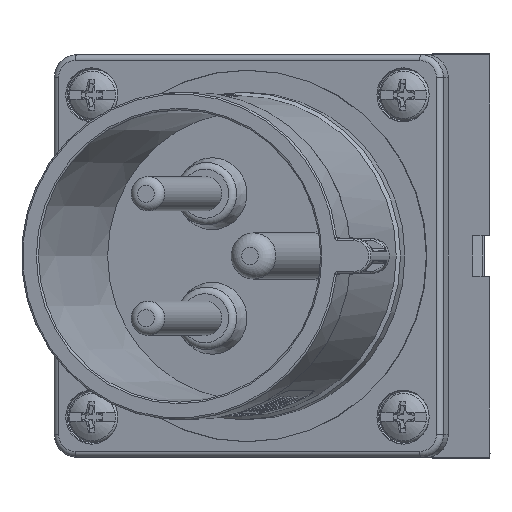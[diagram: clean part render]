
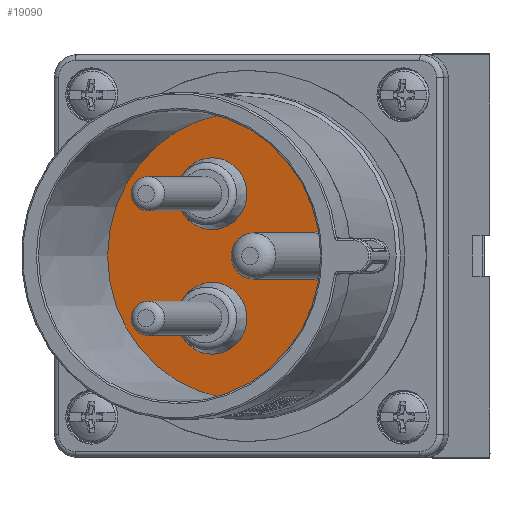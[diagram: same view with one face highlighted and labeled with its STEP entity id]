
A CAD part, left-side view. The second image highlights one B-rep face of the part: STEP entity #19090.
In plain terms, the highlighted planar face has unit normal (-0.966, 0.259, 0).
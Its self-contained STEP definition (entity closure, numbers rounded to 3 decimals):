
#707 = AXIS2_PLACEMENT_3D ( 'NONE', #1679, #5547, #32376 ) ;
#1679 = CARTESIAN_POINT ( 'NONE',  ( -35.6, 4.883, 0. ) ) ;
#2457 = FACE_BOUND ( 'NONE', #7347, .T. ) ;
#3237 = EDGE_CURVE ( 'NONE', #14637, #14637, #19617, .T. ) ;
#3302 = EDGE_LOOP ( 'NONE', ( #41724 ) ) ;
#3715 = CIRCLE ( 'NONE', #12301, 25.05 ) ;
#4149 = CARTESIAN_POINT ( 'NONE',  ( -38.835, -7.191, 0. ) ) ;
#4247 = EDGE_CURVE ( 'NONE', #4535, #4535, #43848, .T. ) ;
#4535 = VERTEX_POINT ( 'NONE', #33222 ) ;
#5547 = DIRECTION ( 'NONE',  ( 0.966, -0.259, 0. ) ) ;
#5922 = EDGE_LOOP ( 'NONE', ( #27428 ) ) ;
#6433 = EDGE_CURVE ( 'NONE', #33952, #33952, #3715, .T. ) ;
#7347 = EDGE_LOOP ( 'NONE', ( #17052 ) ) ;
#7920 = DIRECTION ( 'NONE',  ( 0.259, 0.966, 0. ) ) ;
#9236 = AXIS2_PLACEMENT_3D ( 'NONE', #16423, #37916, #46533 ) ;
#11348 = FACE_OUTER_BOUND ( 'NONE', #5922, .T. ) ;
#12301 = AXIS2_PLACEMENT_3D ( 'NONE', #27899, #28070, #27950 ) ;
#13441 = ORIENTED_EDGE ( 'NONE', *, *, #3237, .F. ) ;
#13974 = CARTESIAN_POINT ( 'NONE',  ( -32.364, 16.957, -10.825 ) ) ;
#14637 = VERTEX_POINT ( 'NONE', #13974 ) ;
#16423 = CARTESIAN_POINT ( 'NONE',  ( -33.982, 10.92, 10.825 ) ) ;
#17052 = ORIENTED_EDGE ( 'NONE', *, *, #19291, .F. ) ;
#17596 = VERTEX_POINT ( 'NONE', #44947 ) ;
#19090 = ADVANCED_FACE ( 'NONE', ( #2457, #30585, #20293, #11348 ), #36023, .F. ) ;
#19291 = EDGE_CURVE ( 'NONE', #17596, #17596, #25777, .T. ) ;
#19617 = CIRCLE ( 'NONE', #39694, 6.25 ) ;
#20293 = FACE_BOUND ( 'NONE', #3302, .T. ) ;
#25777 = CIRCLE ( 'NONE', #49519, 4.181 ) ;
#27428 = ORIENTED_EDGE ( 'NONE', *, *, #6433, .F. ) ;
#27899 = CARTESIAN_POINT ( 'NONE',  ( -35.6, 4.883, 0. ) ) ;
#27950 = DIRECTION ( 'NONE',  ( 0.259, 0.966, 0. ) ) ;
#28070 = DIRECTION ( 'NONE',  ( 0.966, -0.259, 0. ) ) ;
#30585 = FACE_BOUND ( 'NONE', #37456, .T. ) ;
#30959 = DIRECTION ( 'NONE',  ( -0.966, 0.259, 0. ) ) ;
#32376 = DIRECTION ( 'NONE',  ( 0.259, 0.966, 0. ) ) ;
#33222 = CARTESIAN_POINT ( 'NONE',  ( -32.364, 16.957, 10.825 ) ) ;
#33952 = VERTEX_POINT ( 'NONE', #44618 ) ;
#36023 = PLANE ( 'NONE',  #707 ) ;
#37110 = DIRECTION ( 'NONE',  ( 0.259, 0.966, 0. ) ) ;
#37151 = DIRECTION ( 'NONE',  ( -0.966, 0.259, 0. ) ) ;
#37220 = CARTESIAN_POINT ( 'NONE',  ( -33.982, 10.92, -10.825 ) ) ;
#37456 = EDGE_LOOP ( 'NONE', ( #13441 ) ) ;
#37916 = DIRECTION ( 'NONE',  ( -0.966, 0.259, 0. ) ) ;
#39694 = AXIS2_PLACEMENT_3D ( 'NONE', #37220, #37151, #37110 ) ;
#41724 = ORIENTED_EDGE ( 'NONE', *, *, #4247, .F. ) ;
#43848 = CIRCLE ( 'NONE', #9236, 6.25 ) ;
#44618 = CARTESIAN_POINT ( 'NONE',  ( -29.116, 29.079, 0. ) ) ;
#44947 = CARTESIAN_POINT ( 'NONE',  ( -37.753, -3.152, 0. ) ) ;
#46533 = DIRECTION ( 'NONE',  ( 0.259, 0.966, 0. ) ) ;
#49519 = AXIS2_PLACEMENT_3D ( 'NONE', #4149, #30959, #7920 ) ;
